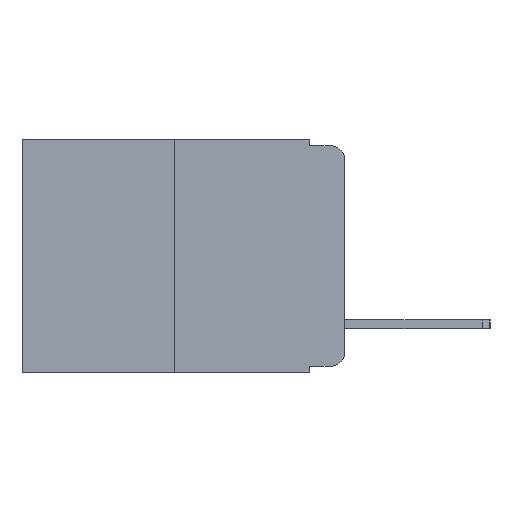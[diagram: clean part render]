
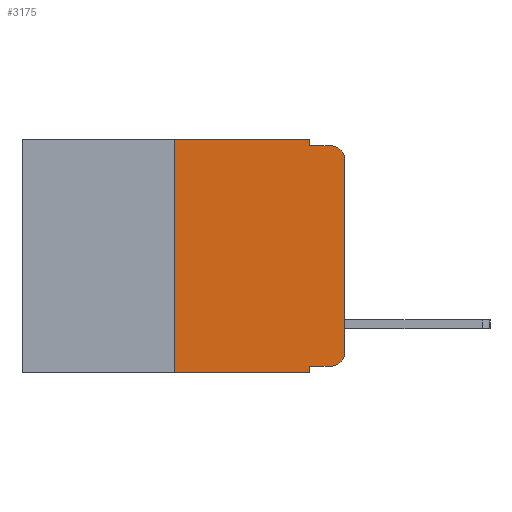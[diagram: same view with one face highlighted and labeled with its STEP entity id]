
A CAD part, left-side view. The second image highlights one B-rep face of the part: STEP entity #3175.
In plain terms, the highlighted planar face has unit normal (-1, 0, 0).
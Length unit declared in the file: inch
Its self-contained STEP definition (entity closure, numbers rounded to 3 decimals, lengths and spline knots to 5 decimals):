
#456 = CARTESIAN_POINT ( 'NONE',  ( 0., 0.051, -0.01 ) ) ;
#939 = EDGE_CURVE ( 'NONE', #2709, #7366, #17296, .T. ) ;
#1011 = VERTEX_POINT ( 'NONE', #6029 ) ;
#1524 = VERTEX_POINT ( 'NONE', #16005 ) ;
#1755 = VECTOR ( 'NONE', #7263, 39.37008 ) ;
#1935 = DIRECTION ( 'NONE',  ( 0., 0., -1. ) ) ;
#2449 = DIRECTION ( 'NONE',  ( 0., -1., 0. ) ) ;
#2554 = CARTESIAN_POINT ( 'NONE',  ( 0., 0.051, -0.01 ) ) ;
#2709 = VERTEX_POINT ( 'NONE', #13910 ) ;
#2800 = VERTEX_POINT ( 'NONE', #10042 ) ;
#3088 = CARTESIAN_POINT ( 'NONE',  ( 0., 0., -0.313 ) ) ;
#3175 = ADVANCED_FACE ( 'NONE', ( #10783 ), #3510, .F. ) ;
#3510 = PLANE ( 'NONE',  #19749 ) ;
#3595 = EDGE_CURVE ( 'NONE', #17634, #14023, #17322, .T. ) ;
#3634 = EDGE_CURVE ( 'NONE', #7366, #17634, #4671, .T. ) ;
#4275 = DIRECTION ( 'NONE',  ( 0., 0., -1. ) ) ;
#4671 = LINE ( 'NONE', #16185, #20097 ) ;
#4892 = CARTESIAN_POINT ( 'NONE',  ( 0., 0.02, -0.313 ) ) ;
#4987 = VERTEX_POINT ( 'NONE', #20433 ) ;
#5073 = VECTOR ( 'NONE', #2449, 39.37008 ) ;
#5088 = ORIENTED_EDGE ( 'NONE', *, *, #3595, .F. ) ;
#5180 = CIRCLE ( 'NONE', #5380, 0.02 ) ;
#5231 = LINE ( 'NONE', #12335, #10687 ) ;
#5380 = AXIS2_PLACEMENT_3D ( 'NONE', #4892, #18984, #6980 ) ;
#5416 = ORIENTED_EDGE ( 'NONE', *, *, #21624, .T. ) ;
#5464 = EDGE_LOOP ( 'NONE', ( #14062, #19259, #25119, #5088, #7040, #12497, #23580, #8964, #5416, #16820 ) ) ;
#5542 = DIRECTION ( 'NONE',  ( 1., 0., 0. ) ) ;
#5710 = LINE ( 'NONE', #456, #5073 ) ;
#6029 = CARTESIAN_POINT ( 'NONE',  ( 0., 0.02, -0.01 ) ) ;
#6980 = DIRECTION ( 'NONE',  ( 0., 0., -1. ) ) ;
#7040 = ORIENTED_EDGE ( 'NONE', *, *, #3634, .F. ) ;
#7263 = DIRECTION ( 'NONE',  ( 0., 0., 1. ) ) ;
#7366 = VERTEX_POINT ( 'NONE', #8926 ) ;
#7522 = CARTESIAN_POINT ( 'NONE',  ( 0., 0.473, 0. ) ) ;
#7790 = LINE ( 'NONE', #9320, #1755 ) ;
#8361 = CARTESIAN_POINT ( 'NONE',  ( 0., 0.02, -0.333 ) ) ;
#8810 = DIRECTION ( 'NONE',  ( -1., 0., 0. ) ) ;
#8926 = CARTESIAN_POINT ( 'NONE',  ( 0., 0.25, 0. ) ) ;
#8948 = EDGE_CURVE ( 'NONE', #2709, #4987, #15047, .T. ) ;
#8964 = ORIENTED_EDGE ( 'NONE', *, *, #22940, .F. ) ;
#9320 = CARTESIAN_POINT ( 'NONE',  ( 0., 0., 0. ) ) ;
#9802 = CIRCLE ( 'NONE', #22778, 0.02 ) ;
#10042 = CARTESIAN_POINT ( 'NONE',  ( 0., 0.051, -0.333 ) ) ;
#10117 = DIRECTION ( 'NONE',  ( 0., -1., 0. ) ) ;
#10278 = VECTOR ( 'NONE', #22177, 39.37008 ) ;
#10451 = EDGE_CURVE ( 'NONE', #14023, #1011, #5710, .T. ) ;
#10687 = VECTOR ( 'NONE', #14371, 39.37008 ) ;
#10783 = FACE_OUTER_BOUND ( 'NONE', #5464, .T. ) ;
#11827 = EDGE_CURVE ( 'NONE', #1524, #1011, #9802, .T. ) ;
#12021 = VECTOR ( 'NONE', #17847, 39.37008 ) ;
#12335 = CARTESIAN_POINT ( 'NONE',  ( 0., 0.051, -0.333 ) ) ;
#12497 = ORIENTED_EDGE ( 'NONE', *, *, #939, .F. ) ;
#13910 = CARTESIAN_POINT ( 'NONE',  ( 0., 0.25, -0.343 ) ) ;
#13914 = CARTESIAN_POINT ( 'NONE',  ( 0., 0.25, 0. ) ) ;
#14023 = VERTEX_POINT ( 'NONE', #2554 ) ;
#14062 = ORIENTED_EDGE ( 'NONE', *, *, #15858, .T. ) ;
#14366 = CARTESIAN_POINT ( 'NONE',  ( 0., 0.473, -0.343 ) ) ;
#14371 = DIRECTION ( 'NONE',  ( 0., -1., 0. ) ) ;
#15047 = LINE ( 'NONE', #14366, #10278 ) ;
#15858 = EDGE_CURVE ( 'NONE', #21939, #1524, #7790, .T. ) ;
#16005 = CARTESIAN_POINT ( 'NONE',  ( 0., 0., -0.03 ) ) ;
#16185 = CARTESIAN_POINT ( 'NONE',  ( 0., 0.473, 0. ) ) ;
#16332 = EDGE_CURVE ( 'NONE', #22323, #21939, #5180, .T. ) ;
#16424 = CARTESIAN_POINT ( 'NONE',  ( 0., 0.051, 0. ) ) ;
#16820 = ORIENTED_EDGE ( 'NONE', *, *, #16332, .T. ) ;
#17296 = LINE ( 'NONE', #13914, #12021 ) ;
#17322 = LINE ( 'NONE', #18085, #25939 ) ;
#17634 = VERTEX_POINT ( 'NONE', #23309 ) ;
#17847 = DIRECTION ( 'NONE',  ( 0., 0., 1. ) ) ;
#18085 = CARTESIAN_POINT ( 'NONE',  ( 0., 0.051, 0. ) ) ;
#18984 = DIRECTION ( 'NONE',  ( -1., 0., 0. ) ) ;
#19259 = ORIENTED_EDGE ( 'NONE', *, *, #11827, .T. ) ;
#19324 = LINE ( 'NONE', #16424, #25187 ) ;
#19613 = DIRECTION ( 'NONE',  ( 0., 0., -1. ) ) ;
#19749 = AXIS2_PLACEMENT_3D ( 'NONE', #7522, #5542, #19613 ) ;
#20097 = VECTOR ( 'NONE', #10117, 39.37008 ) ;
#20433 = CARTESIAN_POINT ( 'NONE',  ( 0., 0.051, -0.343 ) ) ;
#20773 = CARTESIAN_POINT ( 'NONE',  ( 0., 0.02, -0.03 ) ) ;
#21624 = EDGE_CURVE ( 'NONE', #2800, #22323, #5231, .T. ) ;
#21939 = VERTEX_POINT ( 'NONE', #3088 ) ;
#22177 = DIRECTION ( 'NONE',  ( 0., -1., 0. ) ) ;
#22323 = VERTEX_POINT ( 'NONE', #8361 ) ;
#22740 = DIRECTION ( 'NONE',  ( 0., 0., -1. ) ) ;
#22778 = AXIS2_PLACEMENT_3D ( 'NONE', #20773, #8810, #22740 ) ;
#22940 = EDGE_CURVE ( 'NONE', #2800, #4987, #19324, .T. ) ;
#23309 = CARTESIAN_POINT ( 'NONE',  ( 0., 0.051, 0. ) ) ;
#23580 = ORIENTED_EDGE ( 'NONE', *, *, #8948, .T. ) ;
#25119 = ORIENTED_EDGE ( 'NONE', *, *, #10451, .F. ) ;
#25187 = VECTOR ( 'NONE', #4275, 39.37008 ) ;
#25939 = VECTOR ( 'NONE', #1935, 39.37008 ) ;
